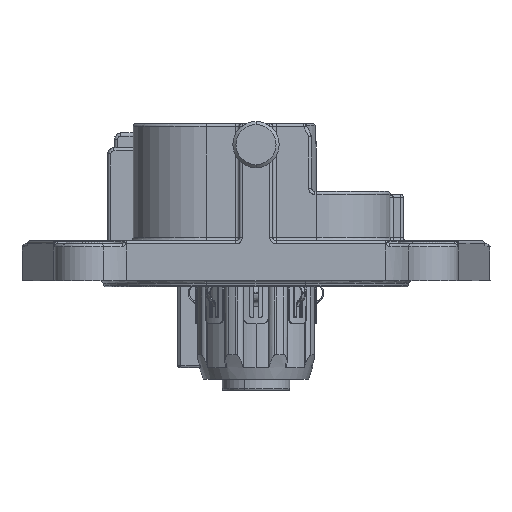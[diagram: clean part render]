
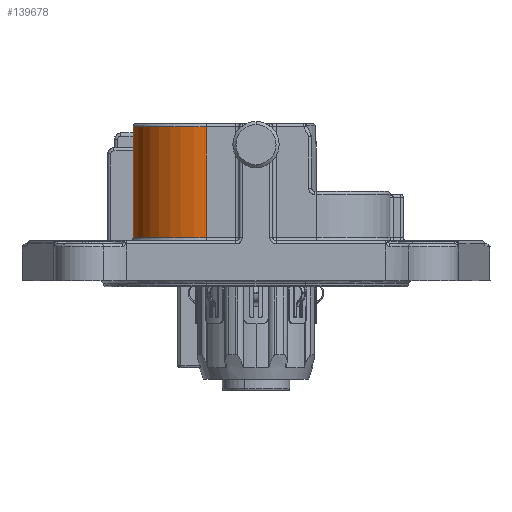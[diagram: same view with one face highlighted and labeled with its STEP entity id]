
A CAD part, left-side view. The second image highlights one B-rep face of the part: STEP entity #139678.
In plain terms, the highlighted cylindrical face has radius 11.9 mm (diameter 23.8 mm), a partial arc.
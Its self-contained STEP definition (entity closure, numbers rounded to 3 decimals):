
#2725 = LINE ( 'NONE', #138266, #121989 ) ;
#5816 = AXIS2_PLACEMENT_3D ( 'NONE', #42511, #118569, #53446 ) ;
#13053 = EDGE_CURVE ( 'NONE', #70917, #91373, #45898, .T. ) ;
#15294 = EDGE_CURVE ( 'NONE', #137810, #122699, #111811, .T. ) ;
#23001 = CARTESIAN_POINT ( 'NONE',  ( -28.05, 19.95, 25. ) ) ;
#23408 = CARTESIAN_POINT ( 'NONE',  ( -28.05, 19.95, 14.5 ) ) ;
#27842 = ORIENTED_EDGE ( 'NONE', *, *, #13053, .F. ) ;
#30638 = EDGE_CURVE ( 'NONE', #122699, #91373, #2725, .T. ) ;
#33072 = DIRECTION ( 'NONE',  ( 0., 0., 1. ) ) ;
#38314 = ORIENTED_EDGE ( 'NONE', *, *, #15294, .T. ) ;
#40957 = CARTESIAN_POINT ( 'NONE',  ( -39.95, 8.05, 7. ) ) ;
#42511 = CARTESIAN_POINT ( 'NONE',  ( -28.05, 8.05, 7. ) ) ;
#45898 = CIRCLE ( 'NONE', #117765, 11.9 ) ;
#53446 = DIRECTION ( 'NONE',  ( -1., 0., 0. ) ) ;
#53482 = LINE ( 'NONE', #23408, #85777 ) ;
#70917 = VERTEX_POINT ( 'NONE', #23001 ) ;
#73056 = DIRECTION ( 'NONE',  ( 0., 0., 1. ) ) ;
#85777 = VECTOR ( 'NONE', #99536, 1000. ) ;
#88305 = AXIS2_PLACEMENT_3D ( 'NONE', #102206, #113105, #101266 ) ;
#91373 = VERTEX_POINT ( 'NONE', #117769 ) ;
#98198 = CARTESIAN_POINT ( 'NONE',  ( -28.05, 8.05, 25. ) ) ;
#98273 = CARTESIAN_POINT ( 'NONE',  ( -28.05, 19.95, 7. ) ) ;
#99536 = DIRECTION ( 'NONE',  ( 0., 0., -1. ) ) ;
#100838 = CYLINDRICAL_SURFACE ( 'NONE', #88305, 11.9 ) ;
#101266 = DIRECTION ( 'NONE',  ( -1., 0., 0. ) ) ;
#102206 = CARTESIAN_POINT ( 'NONE',  ( -28.05, 8.05, 14.5 ) ) ;
#108247 = EDGE_CURVE ( 'NONE', #70917, #137810, #53482, .T. ) ;
#109184 = DIRECTION ( 'NONE',  ( 1., 0., 0. ) ) ;
#111811 = CIRCLE ( 'NONE', #5816, 11.9 ) ;
#113105 = DIRECTION ( 'NONE',  ( 0., 0., -1. ) ) ;
#116997 = EDGE_LOOP ( 'NONE', ( #136178, #27842, #140065, #38314 ) ) ;
#117765 = AXIS2_PLACEMENT_3D ( 'NONE', #98198, #33072, #109184 ) ;
#117769 = CARTESIAN_POINT ( 'NONE',  ( -39.95, 8.05, 25. ) ) ;
#118569 = DIRECTION ( 'NONE',  ( 0., 0., 1. ) ) ;
#121989 = VECTOR ( 'NONE', #73056, 1000. ) ;
#122699 = VERTEX_POINT ( 'NONE', #40957 ) ;
#133157 = FACE_OUTER_BOUND ( 'NONE', #116997, .T. ) ;
#136178 = ORIENTED_EDGE ( 'NONE', *, *, #30638, .T. ) ;
#137810 = VERTEX_POINT ( 'NONE', #98273 ) ;
#138266 = CARTESIAN_POINT ( 'NONE',  ( -39.95, 8.05, 14.5 ) ) ;
#139678 = ADVANCED_FACE ( 'NONE', ( #133157 ), #100838, .T. ) ;
#140065 = ORIENTED_EDGE ( 'NONE', *, *, #108247, .T. ) ;
